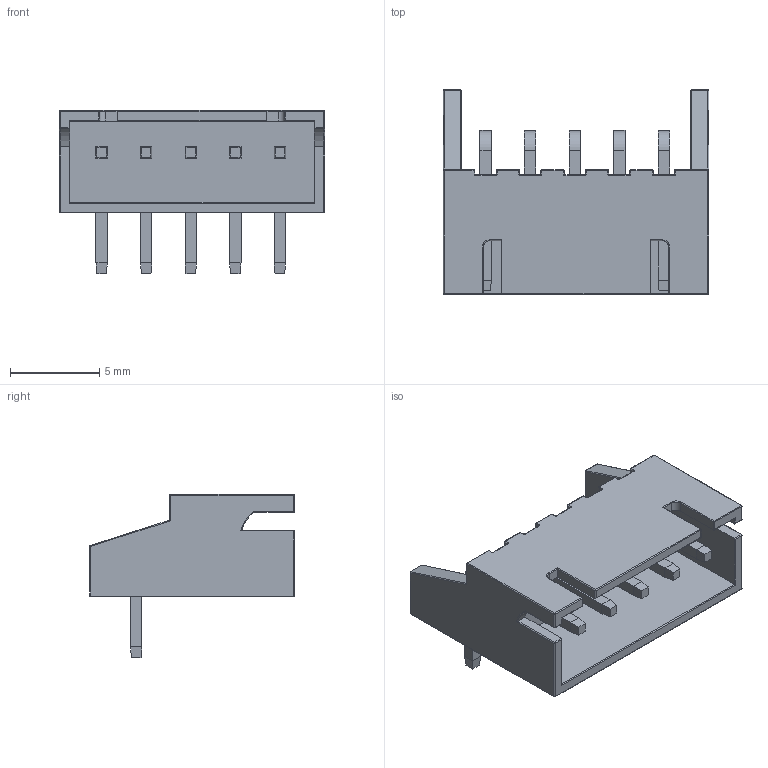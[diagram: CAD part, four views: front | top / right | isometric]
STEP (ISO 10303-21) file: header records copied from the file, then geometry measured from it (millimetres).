
FILE_DESCRIPTION (( 'STEP AP214' ), '1' );
FILE_NAME ('CONN-TH_5P-P2.50_S5B-XH-A-LF-SN.step', '2022-08-02T13:57:45', ( '' ), ( '' ), 'SwSTEP 2.0', 'SolidWorks 2020', '' );
FILE_SCHEMA (( 'AUTOMOTIVE_DESIGN' ));
Length unit declared in the file: millimetre
Products named in the file (1): CONN-TH_5P-P2.50_S5B-XH-A-LF-SN
Bounding box: 14.9 x 11.5 x 9.15 mm (x, y, z)
Volume: 330.3 mm3; surface area: 892.6 mm2
Topology: 14 solids, 14 shells, 666 faces, 1645 edges, 982 vertices
Faces by surface type: plane 328, cylinder 154, bspline 114, sphere 42, torus 28
Entity records: 24823 total; most frequent: CARTESIAN_POINT 5564, ORIENTED_EDGE 3206, DIRECTION 2701, EDGE_CURVE 1603, VECTOR 1071, LINE 1071, VERTEX_POINT 982, AXIS2_PLACEMENT_3D 815
